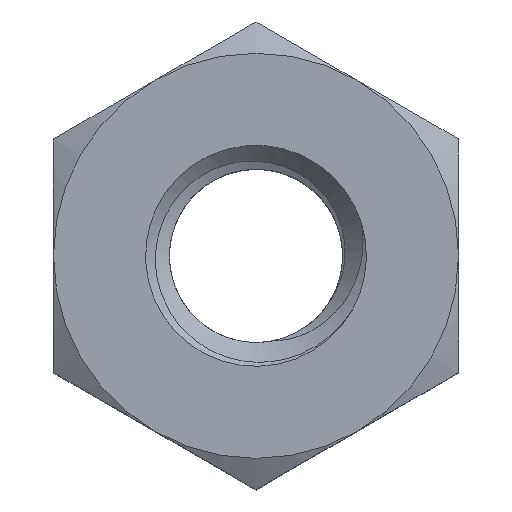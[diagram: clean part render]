
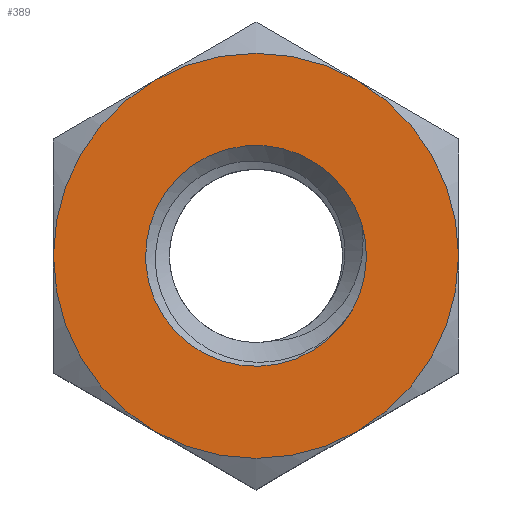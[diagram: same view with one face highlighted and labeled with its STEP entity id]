
A CAD part, top view. The second image highlights one B-rep face of the part: STEP entity #389.
In plain terms, the highlighted planar face has unit normal (0, 0, 1).
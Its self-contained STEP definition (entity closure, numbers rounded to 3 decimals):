
#17=FACE_BOUND('',#104,.T.);
#49=PLANE('',#442);
#76=FACE_OUTER_BOUND('',#103,.T.);
#103=EDGE_LOOP('',(#313,#314,#315,#316,#317,#318));
#104=EDGE_LOOP('',(#319,#320));
#122=CIRCLE('',#427,1.5);
#127=CIRCLE('',#435,1.5);
#128=CIRCLE('',#443,2.75);
#129=CIRCLE('',#444,2.75);
#130=CIRCLE('',#445,2.75);
#131=CIRCLE('',#446,2.75);
#132=CIRCLE('',#447,2.75);
#133=CIRCLE('',#448,2.75);
#168=VERTEX_POINT('',#728);
#169=VERTEX_POINT('',#730);
#181=VERTEX_POINT('',#1263);
#185=VERTEX_POINT('',#1281);
#189=VERTEX_POINT('',#1299);
#193=VERTEX_POINT('',#1317);
#197=VERTEX_POINT('',#1335);
#199=VERTEX_POINT('',#1350);
#202=EDGE_CURVE('',#169,#168,#122,.T.);
#214=EDGE_CURVE('',#169,#168,#127,.T.);
#246=EDGE_CURVE('',#193,#197,#128,.T.);
#247=EDGE_CURVE('',#197,#199,#129,.T.);
#248=EDGE_CURVE('',#199,#181,#130,.T.);
#249=EDGE_CURVE('',#181,#185,#131,.T.);
#250=EDGE_CURVE('',#185,#189,#132,.T.);
#251=EDGE_CURVE('',#189,#193,#133,.T.);
#313=ORIENTED_EDGE('',*,*,#246,.T.);
#314=ORIENTED_EDGE('',*,*,#247,.T.);
#315=ORIENTED_EDGE('',*,*,#248,.T.);
#316=ORIENTED_EDGE('',*,*,#249,.T.);
#317=ORIENTED_EDGE('',*,*,#250,.T.);
#318=ORIENTED_EDGE('',*,*,#251,.T.);
#319=ORIENTED_EDGE('',*,*,#214,.F.);
#320=ORIENTED_EDGE('',*,*,#202,.T.);
#389=ADVANCED_FACE('',(#76,#17),#49,.T.);
#427=AXIS2_PLACEMENT_3D('',#731,#474,#475);
#435=AXIS2_PLACEMENT_3D('',#1247,#490,#491);
#442=AXIS2_PLACEMENT_3D('',#1357,#511,#512);
#443=AXIS2_PLACEMENT_3D('',#1358,#513,#514);
#444=AXIS2_PLACEMENT_3D('',#1359,#515,#516);
#445=AXIS2_PLACEMENT_3D('',#1360,#517,#518);
#446=AXIS2_PLACEMENT_3D('',#1361,#519,#520);
#447=AXIS2_PLACEMENT_3D('',#1362,#521,#522);
#448=AXIS2_PLACEMENT_3D('',#1363,#523,#524);
#474=DIRECTION('center_axis',(0.,0.,-1.));
#475=DIRECTION('ref_axis',(-1.,0.,0.));
#490=DIRECTION('center_axis',(0.,0.,1.));
#491=DIRECTION('ref_axis',(1.,0.,0.));
#511=DIRECTION('center_axis',(0.,0.,1.));
#512=DIRECTION('ref_axis',(1.,0.,0.));
#513=DIRECTION('center_axis',(0.,0.,1.));
#514=DIRECTION('ref_axis',(1.,0.,0.));
#515=DIRECTION('center_axis',(0.,0.,1.));
#516=DIRECTION('ref_axis',(1.,0.,0.));
#517=DIRECTION('center_axis',(0.,0.,1.));
#518=DIRECTION('ref_axis',(1.,0.,0.));
#519=DIRECTION('center_axis',(0.,0.,1.));
#520=DIRECTION('ref_axis',(1.,0.,0.));
#521=DIRECTION('center_axis',(0.,0.,1.));
#522=DIRECTION('ref_axis',(1.,0.,0.));
#523=DIRECTION('center_axis',(0.,0.,1.));
#524=DIRECTION('ref_axis',(1.,0.,0.));
#728=CARTESIAN_POINT('',(1.299,-0.75,1.2));
#730=CARTESIAN_POINT('',(1.431,0.45,1.2));
#731=CARTESIAN_POINT('Origin',(0.,0.,1.2));
#1247=CARTESIAN_POINT('Origin',(0.,0.,1.2));
#1263=CARTESIAN_POINT('',(-1.375,2.382,1.2));
#1281=CARTESIAN_POINT('',(-2.75,0.,1.2));
#1299=CARTESIAN_POINT('',(-1.375,-2.382,1.2));
#1317=CARTESIAN_POINT('',(1.375,-2.382,1.2));
#1335=CARTESIAN_POINT('',(2.75,0.,1.2));
#1350=CARTESIAN_POINT('',(1.375,2.382,1.2));
#1357=CARTESIAN_POINT('Origin',(-2.75,1.588,1.2));
#1358=CARTESIAN_POINT('Origin',(0.,0.,1.2));
#1359=CARTESIAN_POINT('Origin',(0.,0.,1.2));
#1360=CARTESIAN_POINT('Origin',(0.,0.,1.2));
#1361=CARTESIAN_POINT('Origin',(0.,0.,1.2));
#1362=CARTESIAN_POINT('Origin',(0.,0.,1.2));
#1363=CARTESIAN_POINT('Origin',(0.,0.,1.2));
